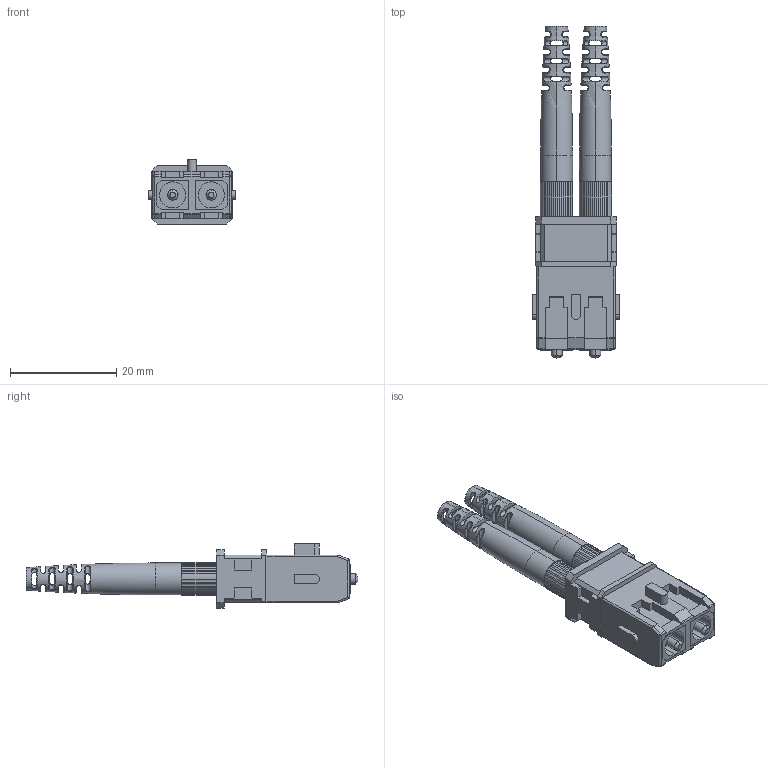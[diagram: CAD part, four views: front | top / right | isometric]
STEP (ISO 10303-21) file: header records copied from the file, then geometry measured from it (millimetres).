
FILE_DESCRIPTION(('Creo Elements/Direct Modeling STEP Export'),'2;1');
FILE_NAME('model.stp','2019-01-21T16:01:48',(''),(''),'Creo Elements/Direct Modeling STEP processor for AP214 (Solid Model)','Creo Elements/Direct Modeling 18.1I 14-Aug-2016 (C) Parametric Technology GmbH','');
FILE_SCHEMA(('AUTOMOTIVE_DESIGN { 1 0 10303 214 1 1 1 1 }'));
Products named in the file (2): FOC-C-SCRJ-GOF-SM-PC
Assembly tree (1 placements, depth 2):
  FOC-C-SCRJ-GOF-SM-PC
    FOC-C-SCRJ-GOF-SM-PC
Bounding box: 16.5 x 62.35 x 12.04 mm (x, y, z)
Volume: 3736.4 mm3; surface area: 4319.6 mm2
Topology: 1 solids, 1 shells, 603 faces, 1564 edges, 966 vertices
Faces by surface type: plane 312, cylinder 135, bspline 88, extrusion 36, cone 16, torus 8, sphere 8
Entity records: 78581 total; most frequent: CARTESIAN_POINT 60935, ORIENTED_EDGE 3112, DIRECTION 2120, EDGE_CURVE 1556, VERTEX_POINT 966, AXIS2_PLACEMENT_3D 729, EDGE_LOOP 678, VECTOR 662
